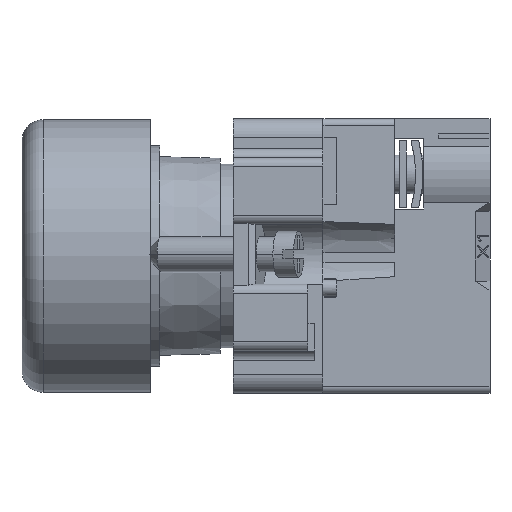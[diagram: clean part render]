
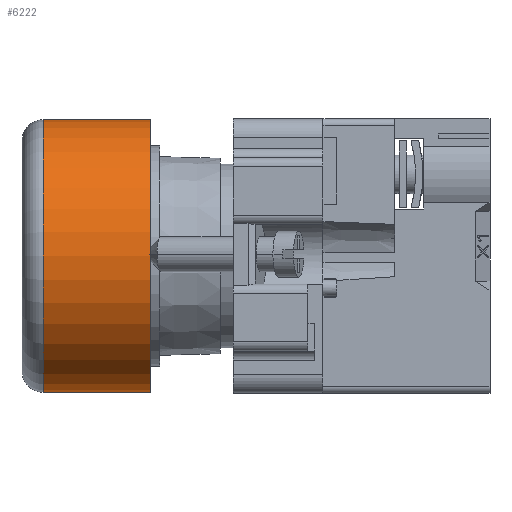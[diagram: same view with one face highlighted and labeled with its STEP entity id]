
A CAD part, left-side view. The second image highlights one B-rep face of the part: STEP entity #6222.
In plain terms, the highlighted cylindrical face has radius 14.85 mm (diameter 29.7 mm), a partial arc.
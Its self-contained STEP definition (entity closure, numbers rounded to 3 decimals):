
#1014 = AXIS2_PLACEMENT_3D ( 'NONE', #2624, #10489, #1293 ) ;
#1293 = DIRECTION ( 'NONE',  ( 0., 0., 1. ) ) ;
#1576 = VERTEX_POINT ( 'NONE', #10507 ) ;
#2113 = CARTESIAN_POINT ( 'NONE',  ( 0., 48.5, 14.85 ) ) ;
#2288 = CIRCLE ( 'NONE', #14701, 14.85 ) ;
#2388 = CARTESIAN_POINT ( 'NONE',  ( 0., 37., 14.85 ) ) ;
#2459 = ORIENTED_EDGE ( 'NONE', *, *, #2995, .F. ) ;
#2624 = CARTESIAN_POINT ( 'NONE',  ( 0., 48.7, 0. ) ) ;
#2762 = LINE ( 'NONE', #16477, #6415 ) ;
#2811 = VERTEX_POINT ( 'NONE', #12797 ) ;
#2995 = EDGE_CURVE ( 'NONE', #2811, #4138, #6753, .T. ) ;
#3164 = EDGE_LOOP ( 'NONE', ( #2459, #13839, #7181, #5157 ) ) ;
#3250 = CARTESIAN_POINT ( 'NONE',  ( 0., 37., -14.85 ) ) ;
#3456 = EDGE_CURVE ( 'NONE', #1576, #14352, #2762, .T. ) ;
#4138 = VERTEX_POINT ( 'NONE', #2388 ) ;
#5157 = ORIENTED_EDGE ( 'NONE', *, *, #16832, .F. ) ;
#5187 = DIRECTION ( 'NONE',  ( 0., 0., -1. ) ) ;
#5432 = DIRECTION ( 'NONE',  ( 0., -1., 0. ) ) ;
#6222 = ADVANCED_FACE ( 'NONE', ( #13232 ), #17334, .T. ) ;
#6415 = VECTOR ( 'NONE', #16388, 1000. ) ;
#6753 = LINE ( 'NONE', #2113, #10697 ) ;
#7181 = ORIENTED_EDGE ( 'NONE', *, *, #3456, .T. ) ;
#8900 = EDGE_CURVE ( 'NONE', #2811, #1576, #11465, .T. ) ;
#10207 = AXIS2_PLACEMENT_3D ( 'NONE', #10317, #16070, #5187 ) ;
#10317 = CARTESIAN_POINT ( 'NONE',  ( 0., 48.5, 0. ) ) ;
#10489 = DIRECTION ( 'NONE',  ( 0., -1., 0. ) ) ;
#10507 = CARTESIAN_POINT ( 'NONE',  ( 0., 48.7, -14.85 ) ) ;
#10697 = VECTOR ( 'NONE', #5432, 1000. ) ;
#11463 = DIRECTION ( 'NONE',  ( 0., -1., 0. ) ) ;
#11465 = CIRCLE ( 'NONE', #1014, 14.85 ) ;
#12797 = CARTESIAN_POINT ( 'NONE',  ( 0., 48.7, 14.85 ) ) ;
#13232 = FACE_OUTER_BOUND ( 'NONE', #3164, .T. ) ;
#13839 = ORIENTED_EDGE ( 'NONE', *, *, #8900, .T. ) ;
#14214 = CARTESIAN_POINT ( 'NONE',  ( 0., 37., 0. ) ) ;
#14352 = VERTEX_POINT ( 'NONE', #3250 ) ;
#14701 = AXIS2_PLACEMENT_3D ( 'NONE', #14214, #11463, #17058 ) ;
#16070 = DIRECTION ( 'NONE',  ( 0., -1., 0. ) ) ;
#16388 = DIRECTION ( 'NONE',  ( 0., -1., 0. ) ) ;
#16477 = CARTESIAN_POINT ( 'NONE',  ( 0., 48.5, -14.85 ) ) ;
#16832 = EDGE_CURVE ( 'NONE', #4138, #14352, #2288, .T. ) ;
#17058 = DIRECTION ( 'NONE',  ( 0., 0., -1. ) ) ;
#17334 = CYLINDRICAL_SURFACE ( 'NONE', #10207, 14.85 ) ;
